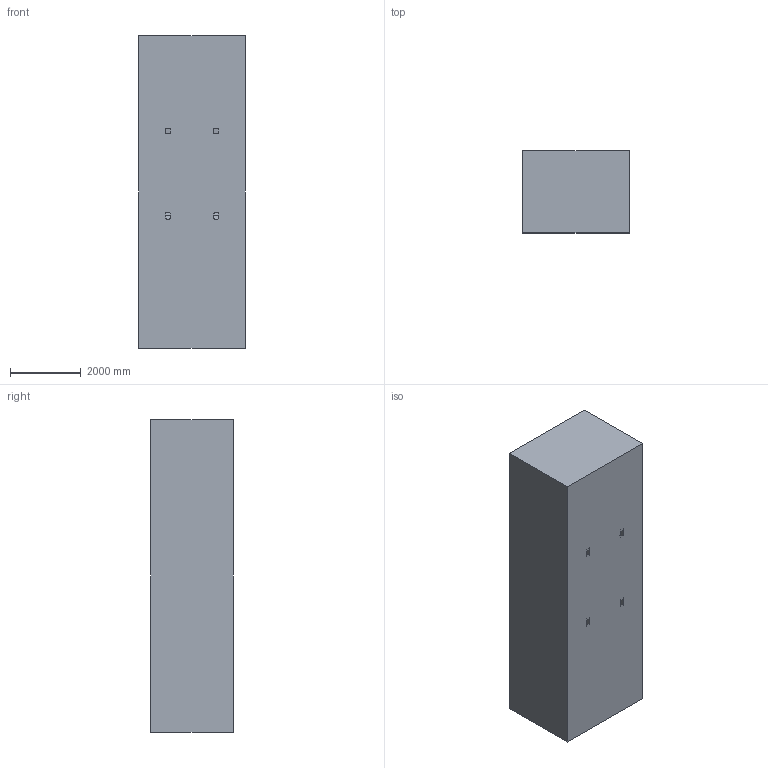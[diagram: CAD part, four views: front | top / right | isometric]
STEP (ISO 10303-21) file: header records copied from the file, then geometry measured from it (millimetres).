
FILE_DESCRIPTION (( 'STEP AP203' ), '1' );
FILE_NAME ('CAR.STEP', '2019-11-28T18:21:58', ( '' ), ( '' ), 'SwSTEP 2.0', 'SolidWorks 2019', '' );
FILE_SCHEMA (( 'CONFIG_CONTROL_DESIGN' ));
Length unit declared in the file: millimetre
Products named in the file (1): CAR
Bounding box: 3000 x 2318.57 x 8826 mm (x, y, z)
Volume: 56186195545.7 mm3; surface area: 129465649.2 mm2
Topology: 1 solids, 1 shells, 65 faces, 187 edges, 122 vertices
Faces by surface type: plane 29, cylinder 18, bspline 10, torus 8
Entity records: 5225 total; most frequent: CARTESIAN_POINT 3574, ORIENTED_EDGE 374, DIRECTION 263, EDGE_CURVE 187, VERTEX_POINT 122, AXIS2_PLACEMENT_3D 92, VECTOR 79, LINE 79
